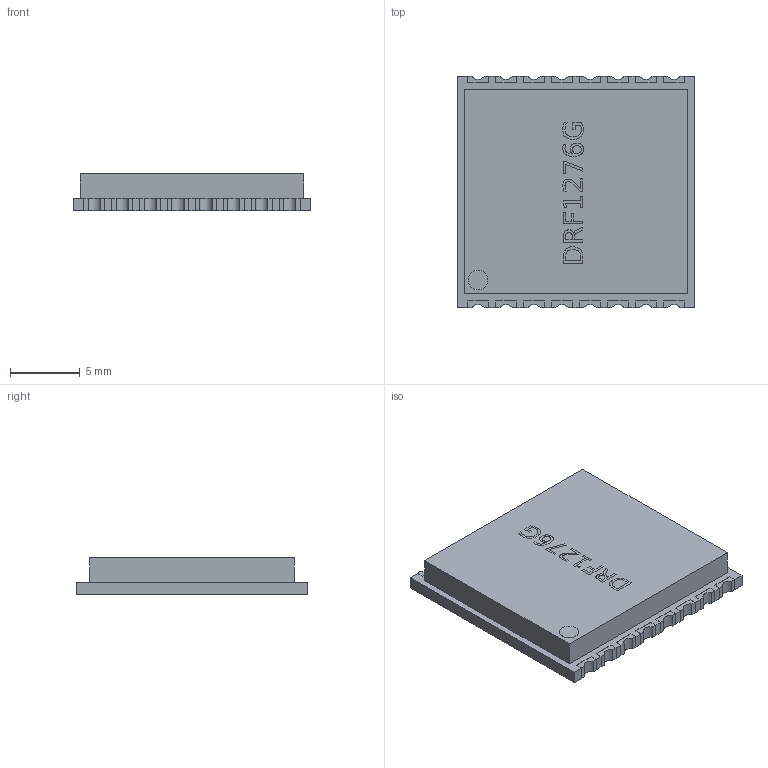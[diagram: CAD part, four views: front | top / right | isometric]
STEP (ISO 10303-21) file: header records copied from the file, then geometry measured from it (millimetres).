
FILE_DESCRIPTION(('FreeCAD Model'),'2;1');
FILE_NAME('Open CASCADE Shape Model','2021-07-01T17:29:34',('Author'),( ''),'Open CASCADE STEP processor 7.5','FreeCAD','Unknown');
FILE_SCHEMA(('AUTOMOTIVE_DESIGN { 1 0 10303 214 1 1 1 1 }'));
Length unit declared in the file: millimetre
Products named in the file (9): Part; house; marker; Body005; Array; pad; Array001; pad001; Extrude001
Assembly tree (22 placements, depth 3):
  Part
    house
    marker
    Body005
    Array
      pad  x8
    Array001
      pad001  x8
    Extrude001
Bounding box: 17 x 16.6 x 2.7 mm (x, y, z)
Volume: 664.6 mm3; surface area: 1313.3 mm2
Topology: 27 solids, 27 shells, 356 faces, 906 edges, 604 vertices
Faces by surface type: plane 263, extrusion 76, cylinder 17
Full cylindrical faces by diameter (mm): 1.4 x1
Entity records: 16501 total; most frequent: CARTESIAN_POINT 3425, DIRECTION 2122, VECTOR 1722, LINE 1646, ORIENTED_EDGE 1308, PCURVE 1308, DEFINITIONAL_REPRESENTATION 1308, EDGE_CURVE 654
